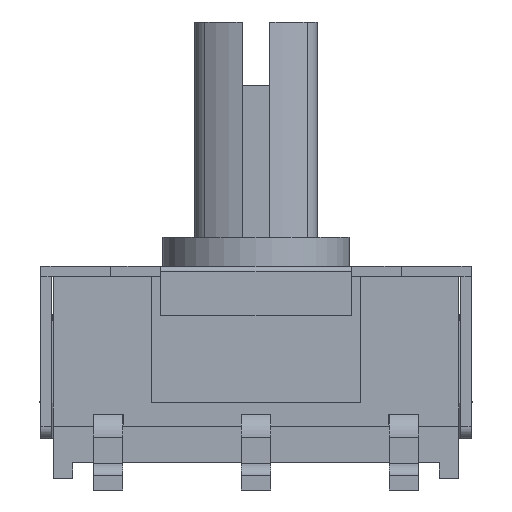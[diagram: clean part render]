
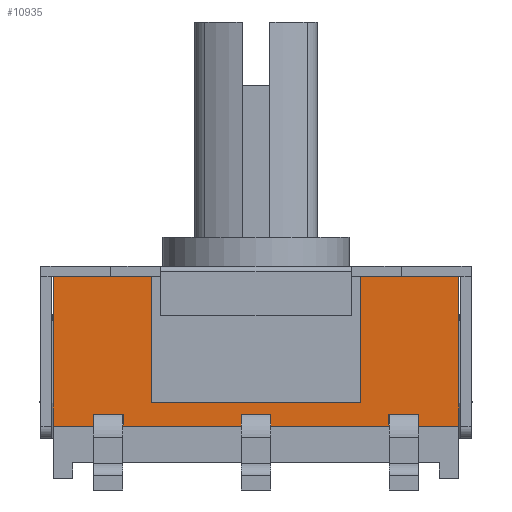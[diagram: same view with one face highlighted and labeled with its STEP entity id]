
A CAD part, left-side view. The second image highlights one B-rep face of the part: STEP entity #10935.
In plain terms, the highlighted planar face has unit normal (-1, 0, 0).
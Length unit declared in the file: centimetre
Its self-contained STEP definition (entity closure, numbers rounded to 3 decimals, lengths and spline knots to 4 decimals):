
#1110=FACE_OUTER_BOUND('',#1710,.T.);
#1710=EDGE_LOOP('',(#9971,#9972,#9973,#9974,#9975,#9976,#9977,#9978,#9979,
#9980,#9981,#9982,#9983,#9984,#9985,#9986,#9987,#9988,#9989,#9990));
#2058=LINE('',#14504,#3196);
#2063=LINE('',#14514,#3201);
#2069=LINE('',#14526,#3207);
#2073=LINE('',#14534,#3211);
#2900=LINE('',#18836,#4038);
#2907=LINE('',#18849,#4045);
#2927=LINE('',#18884,#4065);
#2936=LINE('',#18902,#4074);
#2938=LINE('',#18905,#4076);
#2939=LINE('',#18907,#4077);
#2942=LINE('',#18915,#4080);
#2945=LINE('',#18919,#4083);
#2947=LINE('',#18922,#4085);
#2950=LINE('',#18930,#4088);
#2952=LINE('',#18933,#4090);
#2953=LINE('',#18935,#4091);
#2984=LINE('',#18999,#4122);
#2986=LINE('',#19003,#4124);
#2988=LINE('',#19006,#4126);
#2989=LINE('',#19008,#4127);
#3196=VECTOR('',#12023,1.);
#3201=VECTOR('',#12032,1.);
#3207=VECTOR('',#12040,1.);
#3211=VECTOR('',#12046,1.);
#4038=VECTOR('',#13775,1.);
#4045=VECTOR('',#13788,1.);
#4065=VECTOR('',#13810,1.);
#4074=VECTOR('',#13825,1.);
#4076=VECTOR('',#13829,1.);
#4077=VECTOR('',#13832,1.);
#4080=VECTOR('',#13837,1.);
#4083=VECTOR('',#13842,1.);
#4085=VECTOR('',#13846,1.);
#4088=VECTOR('',#13855,1.);
#4090=VECTOR('',#13859,1.);
#4091=VECTOR('',#13862,1.);
#4122=VECTOR('',#13927,1.);
#4124=VECTOR('',#13931,1.);
#4126=VECTOR('',#13935,1.);
#4127=VECTOR('',#13938,1.);
#4317=VERTEX_POINT('',#14501);
#4318=VERTEX_POINT('',#14503);
#4320=VERTEX_POINT('',#14511);
#4321=VERTEX_POINT('',#14513);
#4325=VERTEX_POINT('',#14523);
#4326=VERTEX_POINT('',#14525);
#4328=VERTEX_POINT('',#14531);
#4329=VERTEX_POINT('',#14533);
#5144=VERTEX_POINT('',#18833);
#5145=VERTEX_POINT('',#18835);
#5162=VERTEX_POINT('',#18882);
#5167=VERTEX_POINT('',#18899);
#5168=VERTEX_POINT('',#18901);
#5171=VERTEX_POINT('',#18912);
#5172=VERTEX_POINT('',#18914);
#5173=VERTEX_POINT('',#18927);
#5174=VERTEX_POINT('',#18929);
#5189=VERTEX_POINT('',#18996);
#5190=VERTEX_POINT('',#18998);
#5191=VERTEX_POINT('',#19002);
#5430=EDGE_CURVE('',#4318,#4317,#2058,.T.);
#5435=EDGE_CURVE('',#4321,#4320,#2063,.T.);
#5441=EDGE_CURVE('',#4326,#4325,#2069,.T.);
#5445=EDGE_CURVE('',#4329,#4328,#2073,.T.);
#6675=EDGE_CURVE('',#5145,#5144,#2900,.T.);
#6682=EDGE_CURVE('',#4321,#5144,#2907,.T.);
#6702=EDGE_CURVE('',#4325,#5162,#2927,.T.);
#6711=EDGE_CURVE('',#5168,#5167,#2936,.T.);
#6713=EDGE_CURVE('',#4328,#5168,#2938,.T.);
#6714=EDGE_CURVE('',#5167,#4326,#2939,.T.);
#6717=EDGE_CURVE('',#5172,#5171,#2942,.T.);
#6720=EDGE_CURVE('',#4317,#5172,#2945,.T.);
#6722=EDGE_CURVE('',#5171,#4329,#2947,.T.);
#6725=EDGE_CURVE('',#5174,#5173,#2950,.T.);
#6727=EDGE_CURVE('',#4320,#5174,#2952,.T.);
#6728=EDGE_CURVE('',#5173,#4318,#2953,.T.);
#6759=EDGE_CURVE('',#5190,#5189,#2984,.T.);
#6761=EDGE_CURVE('',#5191,#5190,#2986,.T.);
#6763=EDGE_CURVE('',#5189,#5145,#2988,.T.);
#6764=EDGE_CURVE('',#5162,#5191,#2989,.T.);
#9971=ORIENTED_EDGE('',*,*,#6714,.T.);
#9972=ORIENTED_EDGE('',*,*,#5441,.T.);
#9973=ORIENTED_EDGE('',*,*,#6702,.T.);
#9974=ORIENTED_EDGE('',*,*,#6764,.T.);
#9975=ORIENTED_EDGE('',*,*,#6761,.T.);
#9976=ORIENTED_EDGE('',*,*,#6759,.T.);
#9977=ORIENTED_EDGE('',*,*,#6763,.T.);
#9978=ORIENTED_EDGE('',*,*,#6675,.T.);
#9979=ORIENTED_EDGE('',*,*,#6682,.F.);
#9980=ORIENTED_EDGE('',*,*,#5435,.T.);
#9981=ORIENTED_EDGE('',*,*,#6727,.T.);
#9982=ORIENTED_EDGE('',*,*,#6725,.T.);
#9983=ORIENTED_EDGE('',*,*,#6728,.T.);
#9984=ORIENTED_EDGE('',*,*,#5430,.T.);
#9985=ORIENTED_EDGE('',*,*,#6720,.T.);
#9986=ORIENTED_EDGE('',*,*,#6717,.T.);
#9987=ORIENTED_EDGE('',*,*,#6722,.T.);
#9988=ORIENTED_EDGE('',*,*,#5445,.T.);
#9989=ORIENTED_EDGE('',*,*,#6713,.T.);
#9990=ORIENTED_EDGE('',*,*,#6711,.T.);
#10363=PLANE('',#11603);
#10935=ADVANCED_FACE('',(#1110),#10363,.T.);
#11603=AXIS2_PLACEMENT_3D('',#19097,#14032,#14033);
#12023=DIRECTION('',(0.,-1.,0.));
#12032=DIRECTION('',(0.,-1.,0.));
#12040=DIRECTION('',(0.,-1.,0.));
#12046=DIRECTION('',(0.,-1.,0.));
#13775=DIRECTION('',(0.,1.,0.));
#13788=DIRECTION('',(0.,0.,1.));
#13810=DIRECTION('',(0.,0.,1.));
#13825=DIRECTION('',(0.,-1.,0.));
#13829=DIRECTION('',(0.,0.,1.));
#13832=DIRECTION('',(0.,0.,-1.));
#13837=DIRECTION('',(0.,-1.,0.));
#13842=DIRECTION('',(0.,0.,1.));
#13846=DIRECTION('',(0.,0.,-1.));
#13855=DIRECTION('',(0.,-1.,0.));
#13859=DIRECTION('',(0.,0.,1.));
#13862=DIRECTION('',(0.,0.,-1.));
#13927=DIRECTION('',(0.,1.,0.));
#13931=DIRECTION('',(0.,0.,-1.));
#13935=DIRECTION('',(0.,0.,1.));
#13938=DIRECTION('',(0.,1.,0.));
#14032=DIRECTION('center_axis',(-1.,0.,0.));
#14033=DIRECTION('ref_axis',(0.,0.,1.));
#14501=CARTESIAN_POINT('',(-0.372,0.0255,0.063));
#14503=CARTESIAN_POINT('',(-0.372,0.2285,0.063));
#14504=CARTESIAN_POINT('',(-0.372,-0.349,0.063));
#14511=CARTESIAN_POINT('',(-0.372,0.2795,0.063));
#14513=CARTESIAN_POINT('',(-0.372,0.349,0.063));
#14514=CARTESIAN_POINT('',(-0.372,-0.349,0.063));
#14523=CARTESIAN_POINT('',(-0.372,-0.349,0.063));
#14525=CARTESIAN_POINT('',(-0.372,-0.2795,0.063));
#14526=CARTESIAN_POINT('',(-0.372,-0.349,0.063));
#14531=CARTESIAN_POINT('',(-0.372,-0.2285,0.063));
#14533=CARTESIAN_POINT('',(-0.372,-0.0255,0.063));
#14534=CARTESIAN_POINT('',(-0.372,-0.349,0.063));
#18833=CARTESIAN_POINT('',(-0.372,0.349,0.32));
#18835=CARTESIAN_POINT('',(-0.372,0.18,0.32));
#18836=CARTESIAN_POINT('',(-0.372,-0.349,0.32));
#18849=CARTESIAN_POINT('',(-0.372,0.349,0.));
#18882=CARTESIAN_POINT('',(-0.372,-0.349,0.32));
#18884=CARTESIAN_POINT('',(-0.372,-0.349,0.));
#18899=CARTESIAN_POINT('',(-0.372,-0.2795,0.083));
#18901=CARTESIAN_POINT('',(-0.372,-0.2285,0.083));
#18902=CARTESIAN_POINT('',(-0.372,-0.3143,0.083));
#18905=CARTESIAN_POINT('',(-0.372,-0.2285,0.0415));
#18907=CARTESIAN_POINT('',(-0.372,-0.2795,0.0315));
#18912=CARTESIAN_POINT('',(-0.372,-0.0255,0.083));
#18914=CARTESIAN_POINT('',(-0.372,0.0255,0.083));
#18915=CARTESIAN_POINT('',(-0.372,-0.1873,0.083));
#18919=CARTESIAN_POINT('',(-0.372,0.0255,0.0415));
#18922=CARTESIAN_POINT('',(-0.372,-0.0255,0.0315));
#18927=CARTESIAN_POINT('',(-0.372,0.2285,0.083));
#18929=CARTESIAN_POINT('',(-0.372,0.2795,0.083));
#18930=CARTESIAN_POINT('',(-0.372,-0.0602,0.083));
#18933=CARTESIAN_POINT('',(-0.372,0.2795,0.0415));
#18935=CARTESIAN_POINT('',(-0.372,0.2285,0.0315));
#18996=CARTESIAN_POINT('',(-0.372,0.18,0.103));
#18998=CARTESIAN_POINT('',(-0.372,-0.18,0.103));
#18999=CARTESIAN_POINT('',(-0.372,-0.0845,0.103));
#19002=CARTESIAN_POINT('',(-0.372,-0.18,0.32));
#19003=CARTESIAN_POINT('',(-0.372,-0.18,0.0515));
#19006=CARTESIAN_POINT('',(-0.372,0.18,0.16));
#19008=CARTESIAN_POINT('',(-0.372,-0.349,0.32));
#19097=CARTESIAN_POINT('Origin',(-0.372,-0.349,0.));
